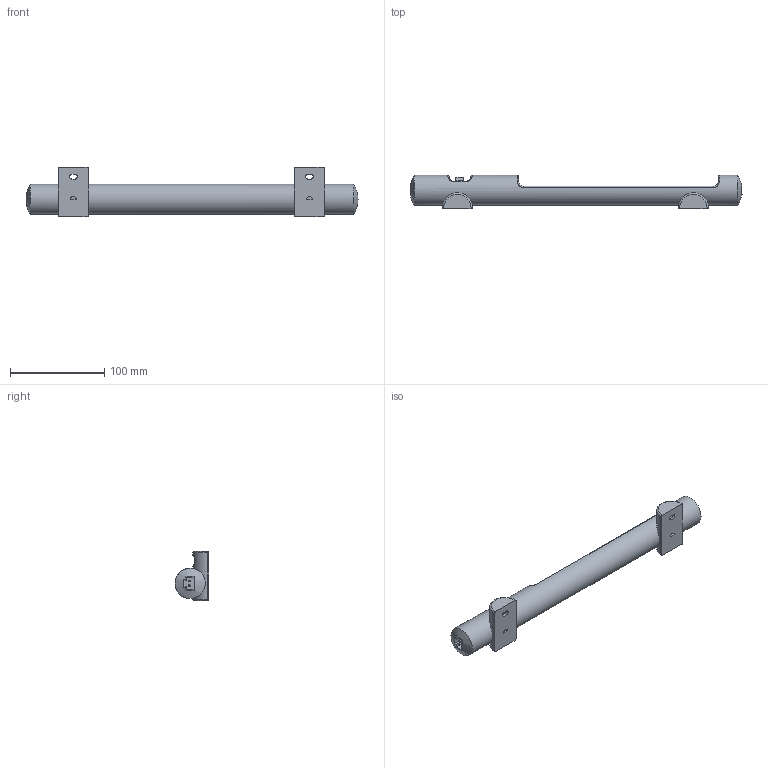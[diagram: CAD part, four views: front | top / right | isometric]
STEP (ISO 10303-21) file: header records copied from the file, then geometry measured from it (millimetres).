
FILE_DESCRIPTION(('STEP AP203'), '1');
FILE_NAME('LDN-5112_5122', '2022-12-21T12:17:39', (''), (''), 'C3D Converter', 'C3D Toolkit', '');
FILE_SCHEMA(('CONFIG_CONTROL_DESIGN'));
Length unit declared in the file: millimetre
Products named in the file (1): 1
Bounding box: 351.61 x 35.8 x 52 mm (x, y, z)
Volume: 244493.8 mm3; surface area: 43282.5 mm2
Topology: 1 solids, 1 shells, 182 faces, 449 edges, 284 vertices
Faces by surface type: plane 105, cylinder 43, bspline 16, torus 14, extrusion 2, cone 2
Full cylindrical faces by diameter (mm): 1.848 x2, 1.95 x2, 32.004 x1
Entity records: 11205 total; most frequent: CARTESIAN_POINT 5530, ORIENTED_EDGE 876, DIRECTION 820, EDGE_CURVE 438, AXIS2_PLACEMENT_3D 286, VERTEX_POINT 284, VECTOR 248, LINE 246
